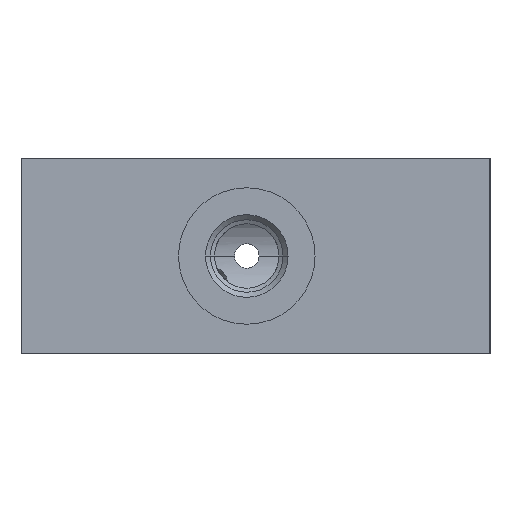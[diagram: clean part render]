
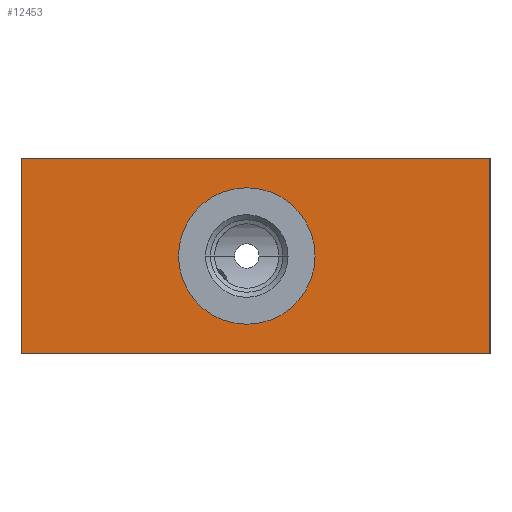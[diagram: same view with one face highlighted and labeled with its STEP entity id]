
A CAD part, left-side view. The second image highlights one B-rep face of the part: STEP entity #12453.
In plain terms, the highlighted planar face has unit normal (-1, 0, 0).
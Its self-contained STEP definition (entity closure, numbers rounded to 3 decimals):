
#907 = CARTESIAN_POINT ( 'NONE',  ( -50.8, -38.1, -15.9 ) ) ;
#1166 = EDGE_CURVE ( 'NONE', #18283, #16113, #12678, .T. ) ;
#1944 = VERTEX_POINT ( 'NONE', #19506 ) ;
#2244 = AXIS2_PLACEMENT_3D ( 'NONE', #17634, #7637, #12642 ) ;
#2485 = CARTESIAN_POINT ( 'NONE',  ( -50.8, 38.1, 15.9 ) ) ;
#2524 = DIRECTION ( 'NONE',  ( 0., -1., 0. ) ) ;
#2542 = CARTESIAN_POINT ( 'NONE',  ( -50.8, 38.1, 15.9 ) ) ;
#3647 = FACE_OUTER_BOUND ( 'NONE', #11566, .T. ) ;
#3863 = AXIS2_PLACEMENT_3D ( 'NONE', #4177, #15930, #2524 ) ;
#3982 = EDGE_CURVE ( 'NONE', #21223, #7804, #6406, .T. ) ;
#4139 = CIRCLE ( 'NONE', #2244, 11.115 ) ;
#4144 = ORIENTED_EDGE ( 'NONE', *, *, #3982, .T. ) ;
#4177 = CARTESIAN_POINT ( 'NONE',  ( -50.8, 1.5, 0. ) ) ;
#4342 = VERTEX_POINT ( 'NONE', #2485 ) ;
#5009 = CARTESIAN_POINT ( 'NONE',  ( -50.8, -38.1, -15.9 ) ) ;
#5086 = ORIENTED_EDGE ( 'NONE', *, *, #1166, .F. ) ;
#6117 = DIRECTION ( 'NONE',  ( 1., 0., 0. ) ) ;
#6141 = CARTESIAN_POINT ( 'NONE',  ( -50.8, 38.1, -15.9 ) ) ;
#6406 = LINE ( 'NONE', #5009, #9277 ) ;
#6771 = VECTOR ( 'NONE', #10080, 1000. ) ;
#7132 = ORIENTED_EDGE ( 'NONE', *, *, #15411, .F. ) ;
#7637 = DIRECTION ( 'NONE',  ( -1., 0., 0. ) ) ;
#7804 = VERTEX_POINT ( 'NONE', #11801 ) ;
#7835 = CARTESIAN_POINT ( 'NONE',  ( -50.8, -9.615, 0. ) ) ;
#8316 = FACE_BOUND ( 'NONE', #15073, .T. ) ;
#8338 = ORIENTED_EDGE ( 'NONE', *, *, #12833, .F. ) ;
#9239 = LINE ( 'NONE', #2542, #11839 ) ;
#9277 = VECTOR ( 'NONE', #18444, 1000. ) ;
#10080 = DIRECTION ( 'NONE',  ( 0., -1., 0. ) ) ;
#10563 = DIRECTION ( 'NONE',  ( 0., -1., 0. ) ) ;
#11211 = LINE ( 'NONE', #18473, #6771 ) ;
#11566 = EDGE_LOOP ( 'NONE', ( #4144, #13842, #7132, #17461 ) ) ;
#11801 = CARTESIAN_POINT ( 'NONE',  ( -50.8, -38.1, 15.9 ) ) ;
#11839 = VECTOR ( 'NONE', #10563, 1000. ) ;
#12118 = EDGE_CURVE ( 'NONE', #1944, #21223, #11211, .T. ) ;
#12377 = DIRECTION ( 'NONE',  ( 0., 0., -1. ) ) ;
#12453 = ADVANCED_FACE ( 'NONE', ( #8316, #3647 ), #19469, .F. ) ;
#12642 = DIRECTION ( 'NONE',  ( 0., -1., 0. ) ) ;
#12678 = CIRCLE ( 'NONE', #3863, 11.115 ) ;
#12833 = EDGE_CURVE ( 'NONE', #16113, #18283, #4139, .T. ) ;
#13842 = ORIENTED_EDGE ( 'NONE', *, *, #17910, .F. ) ;
#15073 = EDGE_LOOP ( 'NONE', ( #8338, #5086 ) ) ;
#15411 = EDGE_CURVE ( 'NONE', #1944, #4342, #16546, .T. ) ;
#15930 = DIRECTION ( 'NONE',  ( -1., 0., 0. ) ) ;
#16025 = VECTOR ( 'NONE', #17900, 1000. ) ;
#16113 = VERTEX_POINT ( 'NONE', #7835 ) ;
#16546 = LINE ( 'NONE', #6141, #16025 ) ;
#16806 = AXIS2_PLACEMENT_3D ( 'NONE', #17659, #6117, #12377 ) ;
#17461 = ORIENTED_EDGE ( 'NONE', *, *, #12118, .T. ) ;
#17634 = CARTESIAN_POINT ( 'NONE',  ( -50.8, 1.5, 0. ) ) ;
#17659 = CARTESIAN_POINT ( 'NONE',  ( -50.8, 38.1, -15.9 ) ) ;
#17900 = DIRECTION ( 'NONE',  ( 0., 0., 1. ) ) ;
#17910 = EDGE_CURVE ( 'NONE', #4342, #7804, #9239, .T. ) ;
#18283 = VERTEX_POINT ( 'NONE', #20109 ) ;
#18444 = DIRECTION ( 'NONE',  ( 0., 0., 1. ) ) ;
#18473 = CARTESIAN_POINT ( 'NONE',  ( -50.8, 38.1, -15.9 ) ) ;
#19469 = PLANE ( 'NONE',  #16806 ) ;
#19506 = CARTESIAN_POINT ( 'NONE',  ( -50.8, 38.1, -15.9 ) ) ;
#20109 = CARTESIAN_POINT ( 'NONE',  ( -50.8, 12.615, 0. ) ) ;
#21223 = VERTEX_POINT ( 'NONE', #907 ) ;
